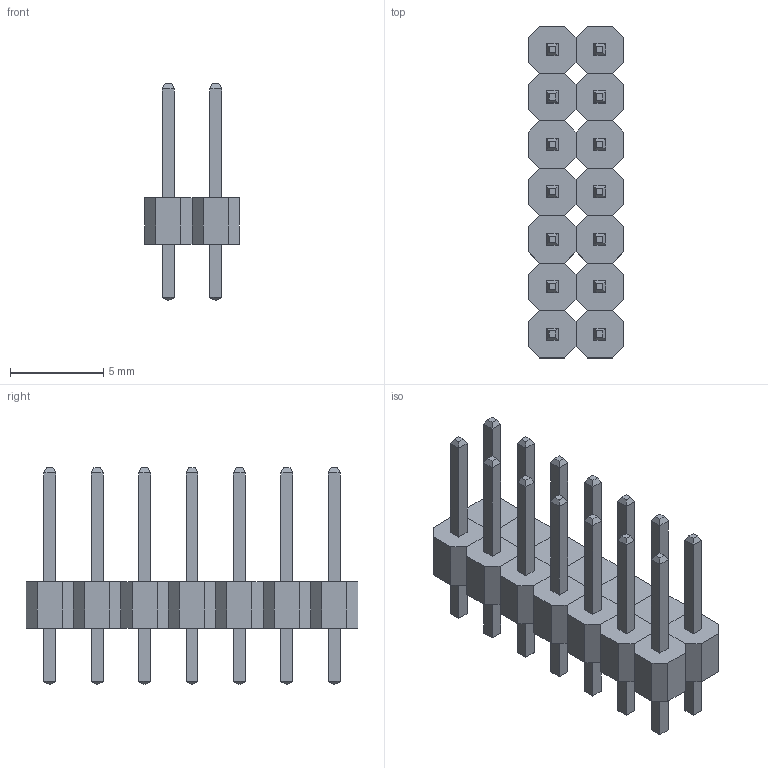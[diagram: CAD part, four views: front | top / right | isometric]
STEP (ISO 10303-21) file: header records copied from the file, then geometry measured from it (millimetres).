
FILE_DESCRIPTION (( 'STEP AP214' ), '1' );
FILE_NAME ('PLD-14.STEP', '2022-09-09T10:30:59', ( '' ), ( '' ), 'SwSTEP 2.0', 'SolidWorks 2019', '' );
FILE_SCHEMA (( 'AUTOMOTIVE_DESIGN' ));
Length unit declared in the file: millimetre
Products named in the file (1): PLD-14
Bounding box: 5.08 x 17.78 x 11.6 mm (x, y, z)
Volume: 251.6 mm3; surface area: 782.9 mm2
Topology: 14 solids, 14 shells, 392 faces, 896 edges, 560 vertices
Faces by surface type: plane 392
Entity records: 13567 total; most frequent: CARTESIAN_POINT 1849, ORIENTED_EDGE 1792, DIRECTION 1682, EDGE_CURVE 896, VECTOR 896, LINE 896, VERTEX_POINT 560, EDGE_LOOP 420
